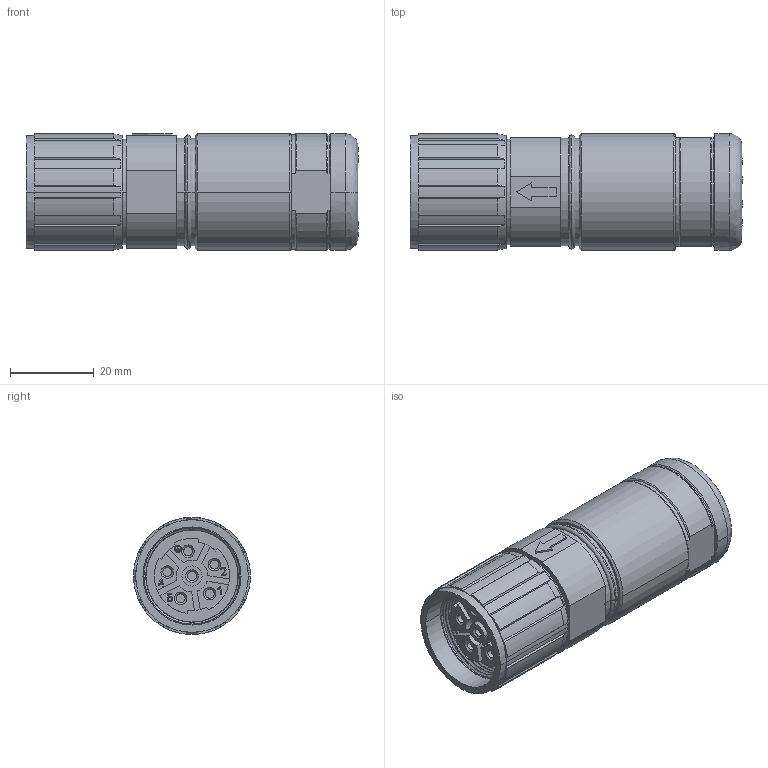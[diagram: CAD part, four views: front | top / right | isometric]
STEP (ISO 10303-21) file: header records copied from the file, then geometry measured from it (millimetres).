
FILE_DESCRIPTION (( 'STEP AP203' ), '1' );
FILE_NAME ('P407.STEP', '2020-04-15T07:27:31', ( 'edpusr' ), ( 'Microsoft' ), 'SwSTEP 2.0', 'SolidWorks 2015', '' );
FILE_SCHEMA (( 'CONFIG_CONTROL_DESIGN' ));
Length unit declared in the file: millimetre
Products named in the file (1): P407
Bounding box: 79.5 x 28 x 28 mm (x, y, z)
Volume: 38836.3 mm3; surface area: 13894.2 mm2
Topology: 2 solids, 2 shells, 337 faces, 839 edges, 553 vertices
Faces by surface type: plane 160, cylinder 123, bspline 36, cone 18
Entity records: 12494 total; most frequent: CARTESIAN_POINT 4362, ORIENTED_EDGE 1678, DIRECTION 1666, EDGE_CURVE 839, AXIS2_PLACEMENT_3D 607, VERTEX_POINT 553, VECTOR 452, LINE 452
